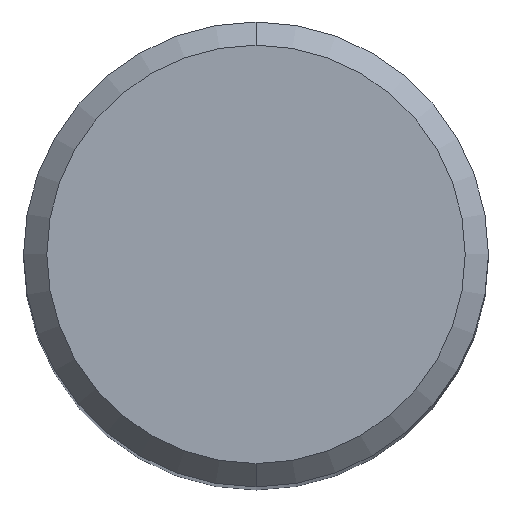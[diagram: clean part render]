
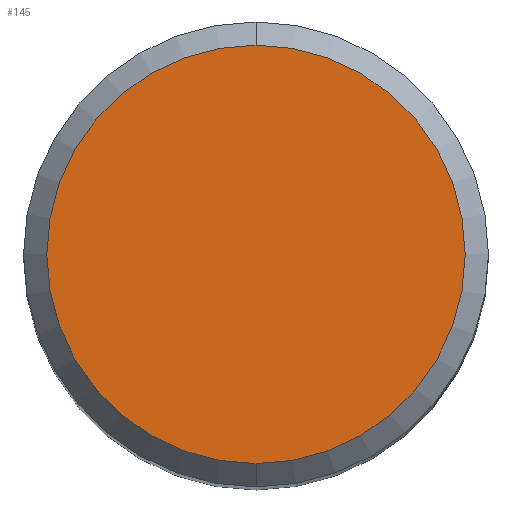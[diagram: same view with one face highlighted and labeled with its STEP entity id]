
A CAD part, top view. The second image highlights one B-rep face of the part: STEP entity #145.
In plain terms, the highlighted planar face has unit normal (0, 0, 1).
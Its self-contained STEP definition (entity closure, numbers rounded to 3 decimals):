
#129=EDGE_CURVE('',#157,#189,#283,.T.);
#145=ADVANCED_FACE('',(#301),#302,.T.);
#153=EDGE_CURVE('',#189,#157,#312,.T.);
#157=VERTEX_POINT('',#316);
#189=VERTEX_POINT('',#352);
#283=CIRCLE('',#454,4.5);
#301=FACE_OUTER_BOUND('',#475,.T.);
#302=PLANE('',#476);
#312=CIRCLE('',#487,4.5);
#316=CARTESIAN_POINT('',(0.,-4.5,0.0));
#352=CARTESIAN_POINT('',(0.0,4.5,0.0));
#454=AXIS2_PLACEMENT_3D('',#635,#636,#637);
#475=EDGE_LOOP('',(#661,#662));
#476=AXIS2_PLACEMENT_3D('',#663,#664,#665);
#487=AXIS2_PLACEMENT_3D('',#682,#683,#684);
#635=CARTESIAN_POINT('',(0.0,0.0,0.0));
#636=DIRECTION('',(0.0,0.0,-1.0));
#637=DIRECTION('',(0.0,1.0,0.0));
#661=ORIENTED_EDGE('',*,*,#153,.F.);
#662=ORIENTED_EDGE('',*,*,#129,.F.);
#663=CARTESIAN_POINT('',(0.0,2.25,0.0));
#664=DIRECTION('',(-0.0,0.0,1.0));
#665=DIRECTION('',(0.0,-1.0,0.0));
#682=CARTESIAN_POINT('',(0.0,0.0,0.0));
#683=DIRECTION('',(0.0,0.0,-1.0));
#684=DIRECTION('',(0.0,1.0,0.0));
